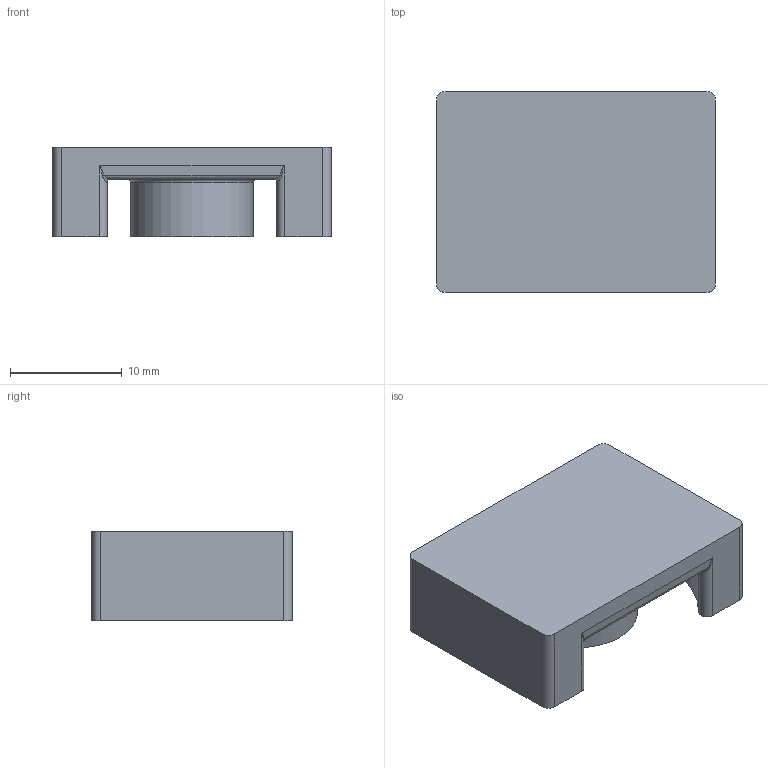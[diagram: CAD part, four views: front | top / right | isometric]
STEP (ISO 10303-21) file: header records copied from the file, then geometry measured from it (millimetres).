
FILE_DESCRIPTION((''),'2;1');
FILE_NAME('4327_024_01821-1_110_EQ25 - PCS.stp','2022-05-17T07:15:54',('PJozwicki'),(''),'Autodesk Inventor 2012','Autodesk Inventor 2012','');
FILE_SCHEMA(('AUTOMOTIVE_DESIGN { 1 0 10303 214 1 1 1 1 }'));
Length unit declared in the file: millimetre
Products named in the file (1): 4327_024_01821-1_110_EQ25 - PCS
Bounding box: 25 x 18 x 8 mm (x, y, z)
Volume: 2287.5 mm3; surface area: 1778.3 mm2
Topology: 1 solids, 1 shells, 55 faces, 135 edges, 83 vertices
Faces by surface type: cylinder 21, plane 15, torus 11, bspline 8
Full cylindrical faces by diameter (mm): 11 x1
Entity records: 1872 total; most frequent: CARTESIAN_POINT 546, DIRECTION 286, ORIENTED_EDGE 266, EDGE_CURVE 133, AXIS2_PLACEMENT_3D 117, VERTEX_POINT 83, CIRCLE 61, EDGE_LOOP 58
